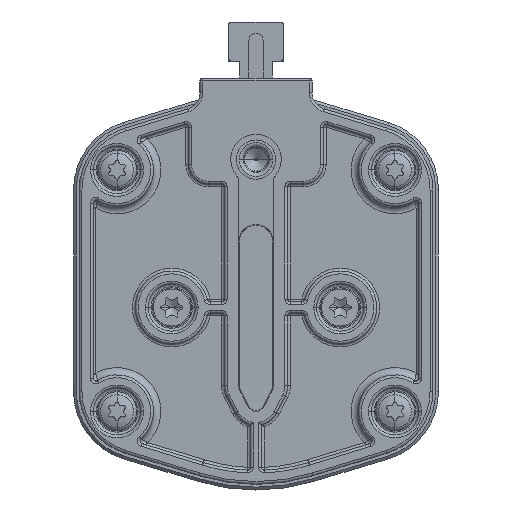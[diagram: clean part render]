
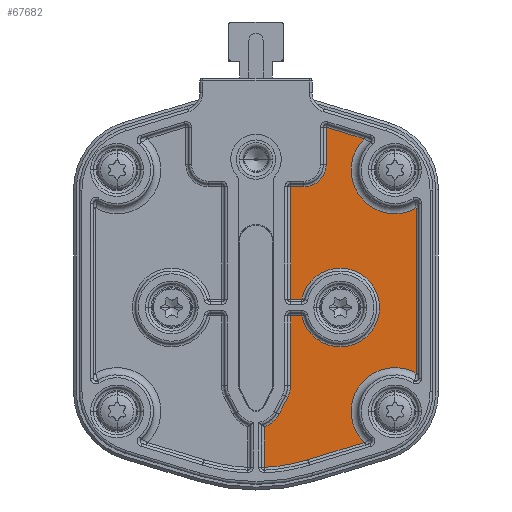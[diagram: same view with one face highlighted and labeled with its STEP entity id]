
A CAD part, front view. The second image highlights one B-rep face of the part: STEP entity #67682.
In plain terms, the highlighted planar face has unit normal (0, -1, 0).
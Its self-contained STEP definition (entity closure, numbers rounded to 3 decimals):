
#27969=CARTESIAN_POINT('',(19.263,-69.496,
-56.347));
#27990=CARTESIAN_POINT('',(24.75,-69.496,-50.804));
#27991=DIRECTION('',(0.,1.,0.));
#27992=DIRECTION('',(-0.703,0.,-0.711));
#27993=AXIS2_PLACEMENT_3D('',#27990,#27991,#27992);
#28073=DIRECTION('',(-0.956,0.,-0.293));
#28074=VECTOR('',#28073,10.495);
#28075=CARTESIAN_POINT('',(19.263,-69.496,
-56.347));
#28076=LINE('',#28075,#28074);
#28080=CARTESIAN_POINT('',(0.,-69.496,-29.304));
#28081=DIRECTION('',(0.,1.,0.));
#28082=DIRECTION('',(0.293,0.,-0.956));
#28083=AXIS2_PLACEMENT_3D('',#28080,#28081,#28082);
#28088=DIRECTION('',(0.,0.,1.));
#28089=VECTOR('',#28088,7.216);
#28090=CARTESIAN_POINT('',(1.5,-69.496,-60.768));
#28091=LINE('',#28090,#28089);
#28095=CARTESIAN_POINT('',(0.,-69.496,
-49.204));
#28096=DIRECTION('',(0.,-1.,0.));
#28097=DIRECTION('',(0.326,0.,-0.945));
#28098=AXIS2_PLACEMENT_3D('',#28095,#28096,#28097);
#28103=DIRECTION('',(0.459,0.,0.888));
#28104=VECTOR('',#28103,3.377);
#28105=CARTESIAN_POINT('',(4.087,-69.496,
-51.315));
#28106=LINE('',#28105,#28104);
#28110=CARTESIAN_POINT('',(1.55,-69.496,-46.204));
#28111=DIRECTION('',(0.,-1.,0.));
#28112=DIRECTION('',(0.888,0.,-0.459));
#28113=AXIS2_PLACEMENT_3D('',#28110,#28111,#28112);
#28118=DIRECTION('',(0.,0.,1.));
#28119=VECTOR('',#28118,12.4);
#28120=CARTESIAN_POINT('',(6.15,-69.496,-46.204));
#28121=LINE('',#28120,#28119);
#28125=DIRECTION('',(1.,0.,0.));
#28126=VECTOR('',#28125,2.013);
#28127=CARTESIAN_POINT('',(6.15,-69.496,-33.804));
#28128=LINE('',#28127,#28126);
#28132=CARTESIAN_POINT('',(15.,-69.496,-32.304));
#28133=DIRECTION('',(0.,-1.,0.));
#28134=DIRECTION('',(-0.977,0.,-0.214));
#28135=AXIS2_PLACEMENT_3D('',#28132,#28133,#28134);
#28140=DIRECTION('',(-1.,0.,0.));
#28141=VECTOR('',#28140,2.013);
#28142=CARTESIAN_POINT('',(8.163,-69.496,
-30.804));
#28143=LINE('',#28142,#28141);
#28147=DIRECTION('',(0.,0.,1.));
#28148=VECTOR('',#28147,20.);
#28149=CARTESIAN_POINT('',(6.15,-69.496,-30.804));
#28150=LINE('',#28149,#28148);
#28154=DIRECTION('',(1.,0.,0.));
#28155=VECTOR('',#28154,2.35);
#28156=CARTESIAN_POINT('',(6.15,-69.496,-10.804));
#28157=LINE('',#28156,#28155);
#28161=CARTESIAN_POINT('',(8.5,-69.496,-6.804));
#28162=DIRECTION('',(0.,-1.,0.));
#28163=DIRECTION('',(0.,0.,-1.));
#28164=AXIS2_PLACEMENT_3D('',#28161,#28162,#28163);
#28169=DIRECTION('',(0.,0.,1.));
#28170=VECTOR('',#28169,6.615);
#28171=CARTESIAN_POINT('',(12.5,-69.496,-6.804));
#28172=LINE('',#28171,#28170);
#28176=DIRECTION('',(0.,0.,-1.));
#28177=VECTOR('',#28176,29.321);
#28178=CARTESIAN_POINT('',(28.5,-69.496,
-14.643));
#28179=LINE('',#28178,#28177);
#28827=CARTESIAN_POINT('',(19.263,-69.496,
-2.26));
#28848=DIRECTION('',(-0.956,0.,0.293));
#28849=VECTOR('',#28848,7.073);
#28850=CARTESIAN_POINT('',(19.263,-69.496,
-2.26));
#28851=LINE('',#28850,#28849);
#29167=CARTESIAN_POINT('',(28.5,-69.496,-43.964));
#29188=CARTESIAN_POINT('',(28.5,-69.496,
-14.643));
#29226=CARTESIAN_POINT('',(24.75,-69.496,-7.804));
#29227=DIRECTION('',(0.,1.,0.));
#29228=DIRECTION('',(0.481,0.,-0.877));
#29229=AXIS2_PLACEMENT_3D('',#29226,#29227,#29228);
#40679=CARTESIAN_POINT('',(1.5,-69.496,-53.552));
#40680=CARTESIAN_POINT('',(4.087,-69.496,
-51.315));
#40681=VERTEX_POINT('',#40679);
#40682=VERTEX_POINT('',#40680);
#40683=CARTESIAN_POINT('',(1.5,-69.496,-60.768));
#40684=VERTEX_POINT('',#40683);
#40689=CARTESIAN_POINT('',(9.228,-69.496,
-59.422));
#40690=VERTEX_POINT('',#40689);
#40697=CARTESIAN_POINT('',(12.5,-69.496,-6.804));
#40698=CARTESIAN_POINT('',(12.5,-69.496,-0.188));
#40699=VERTEX_POINT('',#40697);
#40700=VERTEX_POINT('',#40698);
#40703=CARTESIAN_POINT('',(8.5,-69.496,-10.804));
#40704=VERTEX_POINT('',#40703);
#40707=CARTESIAN_POINT('',(6.15,-69.496,-10.804));
#40708=VERTEX_POINT('',#40707);
#40713=CARTESIAN_POINT('',(6.15,-69.496,-30.804));
#40714=VERTEX_POINT('',#40713);
#40719=CARTESIAN_POINT('',(8.163,-69.496,
-30.804));
#40720=VERTEX_POINT('',#40719);
#40725=CARTESIAN_POINT('',(8.163,-69.496,
-33.804));
#40726=VERTEX_POINT('',#40725);
#40731=CARTESIAN_POINT('',(6.15,-69.496,-33.804));
#40732=VERTEX_POINT('',#40731);
#40737=CARTESIAN_POINT('',(6.15,-69.496,-46.204));
#40738=VERTEX_POINT('',#40737);
#40741=CARTESIAN_POINT('',(5.637,-69.496,
-48.315));
#40742=VERTEX_POINT('',#40741);
#41012=VERTEX_POINT('',#29188);
#41023=VERTEX_POINT('',#28827);
#41061=VERTEX_POINT('',#27969);
#41075=VERTEX_POINT('',#29167);
#67640=CARTESIAN_POINT('',(0.,-69.496,-29.304));
#67641=DIRECTION('',(0.,-1.,0.));
#67642=DIRECTION('',(1.,0.,0.));
#67643=AXIS2_PLACEMENT_3D('',#67640,#67641,#67642);
#67644=PLANE('',#67643);
#67646=ORIENTED_EDGE('',*,*,#67645,.T.);
#67648=ORIENTED_EDGE('',*,*,#67647,.T.);
#67650=ORIENTED_EDGE('',*,*,#67649,.T.);
#67652=ORIENTED_EDGE('',*,*,#67651,.T.);
#67654=ORIENTED_EDGE('',*,*,#67653,.T.);
#67656=ORIENTED_EDGE('',*,*,#67655,.T.);
#67658=ORIENTED_EDGE('',*,*,#67657,.T.);
#67660=ORIENTED_EDGE('',*,*,#67659,.T.);
#67662=ORIENTED_EDGE('',*,*,#67661,.T.);
#67664=ORIENTED_EDGE('',*,*,#67663,.T.);
#67666=ORIENTED_EDGE('',*,*,#67665,.T.);
#67668=ORIENTED_EDGE('',*,*,#67667,.T.);
#67670=ORIENTED_EDGE('',*,*,#67669,.T.);
#67672=ORIENTED_EDGE('',*,*,#67671,.T.);
#67674=ORIENTED_EDGE('',*,*,#67673,.F.);
#67676=ORIENTED_EDGE('',*,*,#67675,.F.);
#67678=ORIENTED_EDGE('',*,*,#67677,.T.);
#67679=ORIENTED_EDGE('',*,*,#67629,.F.);
#67680=EDGE_LOOP('',(#67646,#67648,#67650,#67652,#67654,#67656,#67658,#67660,
#67662,#67664,#67666,#67668,#67670,#67672,#67674,#67676,#67678,#67679));
#67681=FACE_OUTER_BOUND('',#67680,.F.);
#67682=ADVANCED_FACE('',(#67681),#67644,.T.);
#27994=CIRCLE('',#27993,7.8);
#28084=CIRCLE('',#28083,31.5);
#28099=CIRCLE('',#28098,4.6);
#28114=CIRCLE('',#28113,4.6);
#28136=CIRCLE('',#28135,7.);
#28165=CIRCLE('',#28164,4.);
#29230=CIRCLE('',#29229,7.8);
#67629=EDGE_CURVE('',#41061,#41075,#27994,.T.);
#67645=EDGE_CURVE('',#41061,#40690,#28076,.T.);
#67647=EDGE_CURVE('',#40690,#40684,#28084,.T.);
#67649=EDGE_CURVE('',#40684,#40681,#28091,.T.);
#67651=EDGE_CURVE('',#40681,#40682,#28099,.T.);
#67653=EDGE_CURVE('',#40682,#40742,#28106,.T.);
#67655=EDGE_CURVE('',#40742,#40738,#28114,.T.);
#67657=EDGE_CURVE('',#40738,#40732,#28121,.T.);
#67659=EDGE_CURVE('',#40732,#40726,#28128,.T.);
#67661=EDGE_CURVE('',#40726,#40720,#28136,.T.);
#67663=EDGE_CURVE('',#40720,#40714,#28143,.T.);
#67665=EDGE_CURVE('',#40714,#40708,#28150,.T.);
#67667=EDGE_CURVE('',#40708,#40704,#28157,.T.);
#67669=EDGE_CURVE('',#40704,#40699,#28165,.T.);
#67671=EDGE_CURVE('',#40699,#40700,#28172,.T.);
#67673=EDGE_CURVE('',#41023,#40700,#28851,.T.);
#67675=EDGE_CURVE('',#41012,#41023,#29230,.T.);
#67677=EDGE_CURVE('',#41012,#41075,#28179,.T.);
